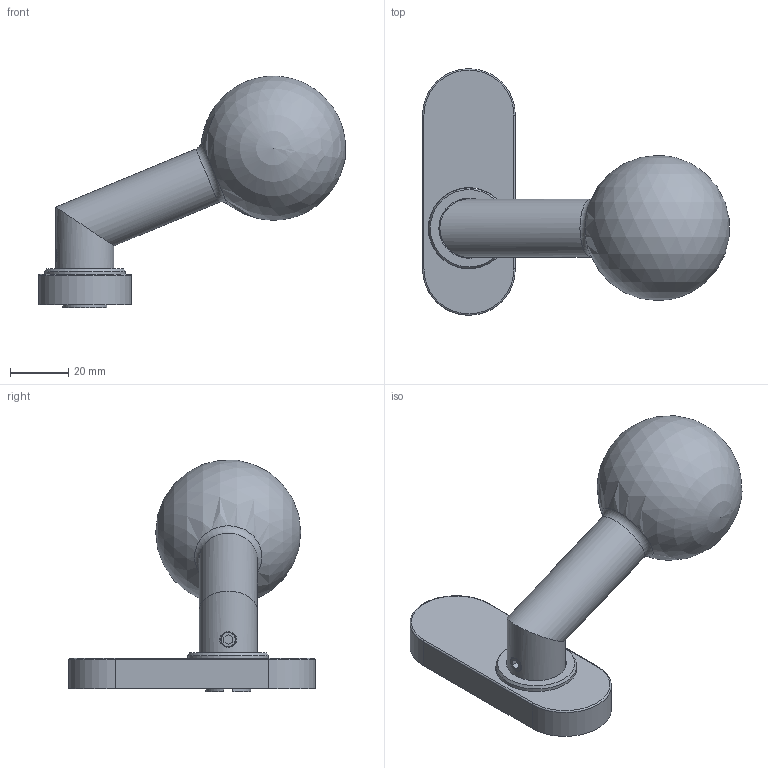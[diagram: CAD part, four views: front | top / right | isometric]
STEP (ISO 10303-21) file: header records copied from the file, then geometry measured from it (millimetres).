
FILE_DESCRIPTION (( 'STEP AP203' ), '1' );
FILE_NAME ('612-VA-D.step', '2021-11-26T10:03:57', ( '' ), ( '' ), 'SwSTEP 2.0', 'SolidWorks 2018', '' );
FILE_SCHEMA (( 'CONFIG_CONTROL_DESIGN' ));
Length unit declared in the file: millimetre
Products named in the file (22): 612-VA-D; 612-VA-D Teil4; 612-VA-D Teil1; 612-VA-D Teil5; socket set screw cone point_din; 612-VA-D Teil6; circlip for shafts normal_din_Circlip DIN 471 - 16 x 1; 612-VA-D Teil8; 612-VA-D Teil3; socket set screw cone point_din_DIN 914 - M6 x 8-S; 612-VA-D Teil2; circlip for shafts normal_din; 612-VA-D Teil7
Assembly tree (11 placements, depth 2):
  612-VA-D
    612-VA-D Teil8
  612-VA-D Teil4
  612-VA-D Teil1
  612-VA-D Teil5
  612-VA-D
    612-VA-D Teil1
    612-VA-D Teil4
    612-VA-D Teil5
    612-VA-D Teil6
    612-VA-D Teil7
    612-VA-D Teil8
    612-VA-D Teil2
    612-VA-D Teil3
    circlip for shafts normal_din_Circlip DIN 471 - 16 x 1
    socket set screw cone point_din_DIN 914 - M6 x 8-S
Bounding box: 105.81 x 85 x 79.81 mm (x, y, z)
Volume: 23622.1 mm3; surface area: 44354.7 mm2
Topology: 11 solids, 11 shells, 374 faces, 950 edges, 623 vertices
Faces by surface type: plane 201, bspline 79, cylinder 60, cone 20, torus 12, sphere 2
Full cylindrical faces by diameter (mm): 1.7 x2, 5 x3, 6 x6, 16.3 x3, 18 x3, 19 x1, 20 x2, 20.7 x2, 25 x1, 27.8 x1, 28 x1
Entity records: 18259 total; most frequent: CARTESIAN_POINT 7961, ORIENTED_EDGE 1750, DIRECTION 1468, EDGE_CURVE 875, VERTEX_POINT 604, LINE 552, VECTOR 552, EDGE_LOOP 481
